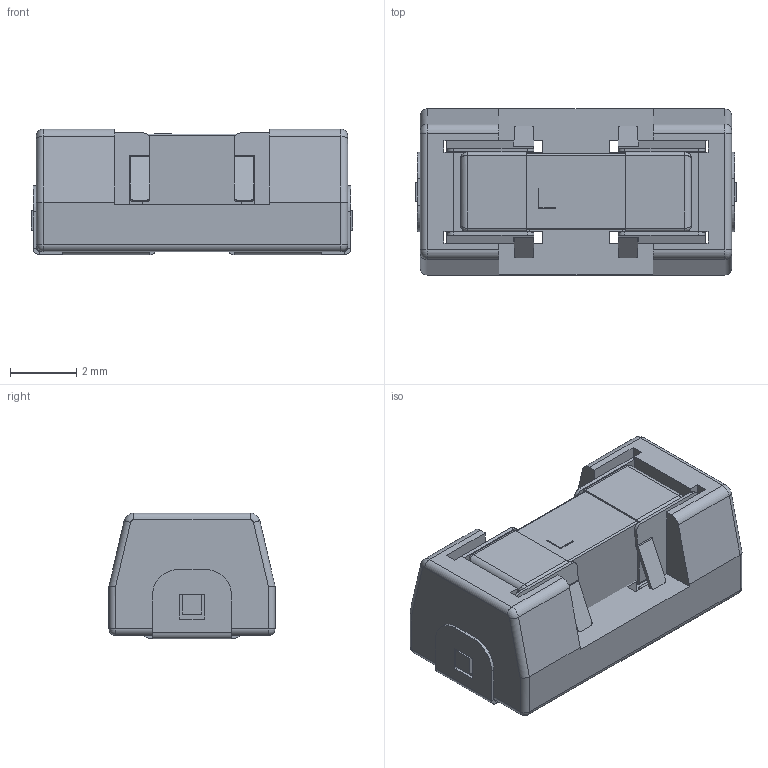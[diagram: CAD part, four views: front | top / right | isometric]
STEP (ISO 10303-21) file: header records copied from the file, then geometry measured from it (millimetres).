
FILE_DESCRIPTION (( 'STEP AP214' ), '1' );
FILE_NAME ('FUSE-SMD_L9.8-W5.0-H3.8.step', '2022-06-24T02:29:17', ( '' ), ( '' ), 'SwSTEP 2.0', 'SolidWorks 2020', '' );
FILE_SCHEMA (( 'AUTOMOTIVE_DESIGN' ));
Length unit declared in the file: millimetre
Products named in the file (4): 璃1; FUSE-SMD_L9.8-W5.0-H3.8; 璃2; 电容
Assembly tree (4 placements, depth 2):
  FUSE-SMD_L9.8-W5.0-H3.8
    璃1
    璃2  x2
    电容
Bounding box: 9.73 x 5.03 x 3.81 mm (x, y, z)
Volume: 119 mm3; surface area: 448.8 mm2
Topology: 4 solids, 4 shells, 529 faces, 1359 edges, 850 vertices
Faces by surface type: plane 329, bspline 106, cylinder 86, torus 4, sphere 4
Entity records: 18148 total; most frequent: CARTESIAN_POINT 3885, ORIENTED_EDGE 2298, DIRECTION 1725, EDGE_CURVE 1149, LINE 825, VECTOR 825, VERTEX_POINT 734, EDGE_LOOP 475
